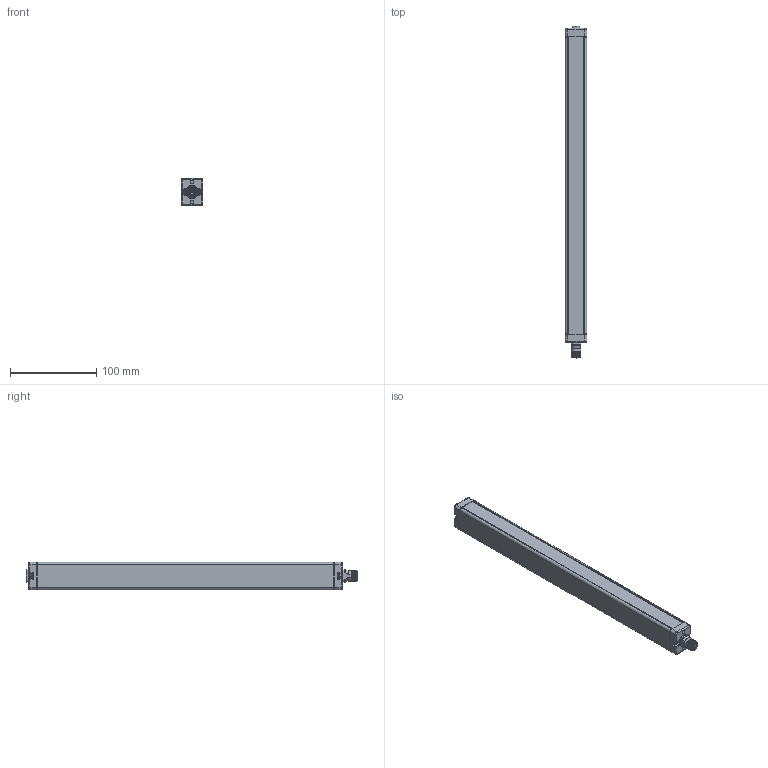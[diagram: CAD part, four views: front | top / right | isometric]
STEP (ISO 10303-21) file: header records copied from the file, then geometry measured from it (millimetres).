
FILE_DESCRIPTION((''),'2;1');
FILE_NAME('139566_SW','2008-07-16T',('banengservice'),('BANNER ENGINEERING'),'PRO/ENGINEER BY PARAMETRIC TECHNOLOGY CORPORATION, 2006170','PRO/ENGINEER BY PARAMETRIC TECHNOLOGY CORPORATION, 2006170','');
FILE_SCHEMA(('CONFIG_CONTROL_DESIGN'));
Length unit declared in the file: inch
Products named in the file (1): 139566_SW
Bounding box: 25.4 x 385.8 x 31.8 mm (x, y, z)
Volume: 96139.5 mm3; surface area: 98945.2 mm2
Topology: 5 solids, 5 shells, 855 faces, 2222 edges, 1395 vertices
Faces by surface type: plane 390, cylinder 311, bspline 67, torus 66, cone 21
Entity records: 32987 total; most frequent: CARTESIAN_POINT 11807, DIRECTION 4490, ORIENTED_EDGE 4444, EDGE_CURVE 2222, AXIS2_PLACEMENT_3D 1617, VERTEX_POINT 1395, VECTOR 1256, LINE 1256
